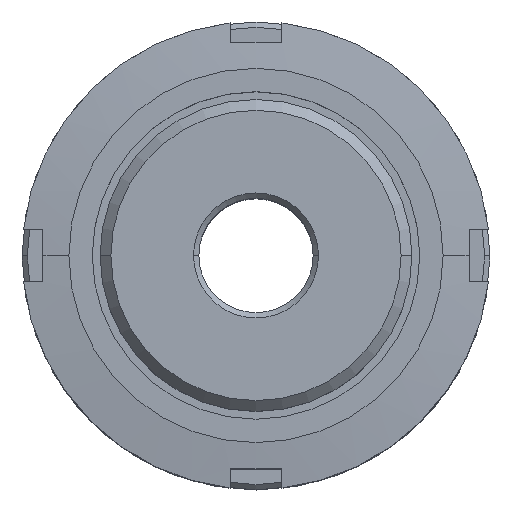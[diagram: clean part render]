
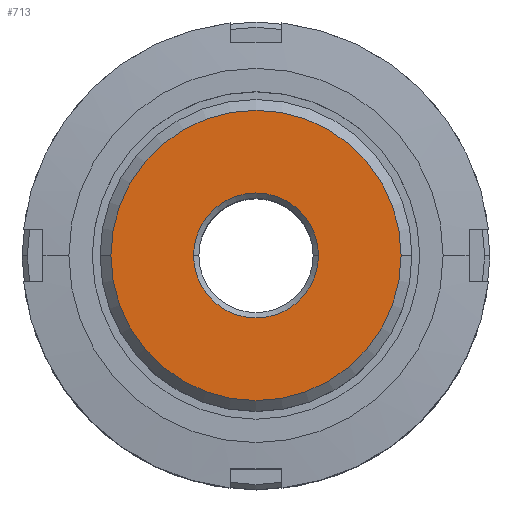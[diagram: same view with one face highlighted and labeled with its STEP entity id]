
A CAD part, top view. The second image highlights one B-rep face of the part: STEP entity #713.
In plain terms, the highlighted planar face has unit normal (0, 0, 1).
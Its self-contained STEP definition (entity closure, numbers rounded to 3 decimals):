
#631=EDGE_CURVE('',#655,#687,#1584,.T.);
#655=VERTEX_POINT('',#1609);
#687=VERTEX_POINT('',#1641);
#713=ADVANCED_FACE('',(#1670,#1671),#1672,.T.);
#743=EDGE_CURVE('',#1163,#1081,#1704,.T.);
#1081=VERTEX_POINT('',#2090);
#1163=VERTEX_POINT('',#2180);
#1197=EDGE_CURVE('',#1081,#1163,#2220,.T.);
#1273=EDGE_CURVE('',#687,#655,#2305,.T.);
#1584=CIRCLE('',#2741,6.01);
#1609=CARTESIAN_POINT('',(-6.01,0.,34.0));
#1641=CARTESIAN_POINT('',(6.01,0.,34.0));
#1670=FACE_OUTER_BOUND('',#2872,.T.);
#1671=FACE_BOUND('',#2873,.T.);
#1672=PLANE('',#2874);
#1704=CIRCLE('',#2936,13.96);
#2090=CARTESIAN_POINT('',(-13.96,0.,34.0));
#2180=CARTESIAN_POINT('',(13.96,0.,34.0));
#2220=CIRCLE('',#3739,13.96);
#2305=CIRCLE('',#3874,6.01);
#2741=AXIS2_PLACEMENT_3D('',#4314,#4315,#4316);
#2872=EDGE_LOOP('',(#4375,#4376));
#2873=EDGE_LOOP('',(#4377,#4378));
#2874=AXIS2_PLACEMENT_3D('',#4379,#4380,#4381);
#2936=AXIS2_PLACEMENT_3D('',#4410,#4411,#4412);
#3739=AXIS2_PLACEMENT_3D('',#5064,#5065,#5066);
#3874=AXIS2_PLACEMENT_3D('',#5167,#5168,#5169);
#4314=CARTESIAN_POINT('',(0.0,0.,34.0));
#4315=DIRECTION('',(0.0,0.,-1.0));
#4316=DIRECTION('',(1.0,0.0,0.0));
#4375=ORIENTED_EDGE('',*,*,#743,.F.);
#4376=ORIENTED_EDGE('',*,*,#1197,.F.);
#4377=ORIENTED_EDGE('',*,*,#1273,.T.);
#4378=ORIENTED_EDGE('',*,*,#631,.T.);
#4379=CARTESIAN_POINT('',(9.985,0.,34.0));
#4380=DIRECTION('',(0.0,0.,1.0));
#4381=DIRECTION('',(-1.0,0.0,-0.0));
#4410=CARTESIAN_POINT('',(0.0,0.,34.0));
#4411=DIRECTION('',(0.0,0.,-1.0));
#4412=DIRECTION('',(1.0,0.0,0.0));
#5064=CARTESIAN_POINT('',(0.0,0.,34.0));
#5065=DIRECTION('',(0.0,0.,-1.0));
#5066=DIRECTION('',(1.0,0.0,0.0));
#5167=CARTESIAN_POINT('',(0.0,0.,34.0));
#5168=DIRECTION('',(0.0,0.,-1.0));
#5169=DIRECTION('',(1.0,0.0,0.0));
